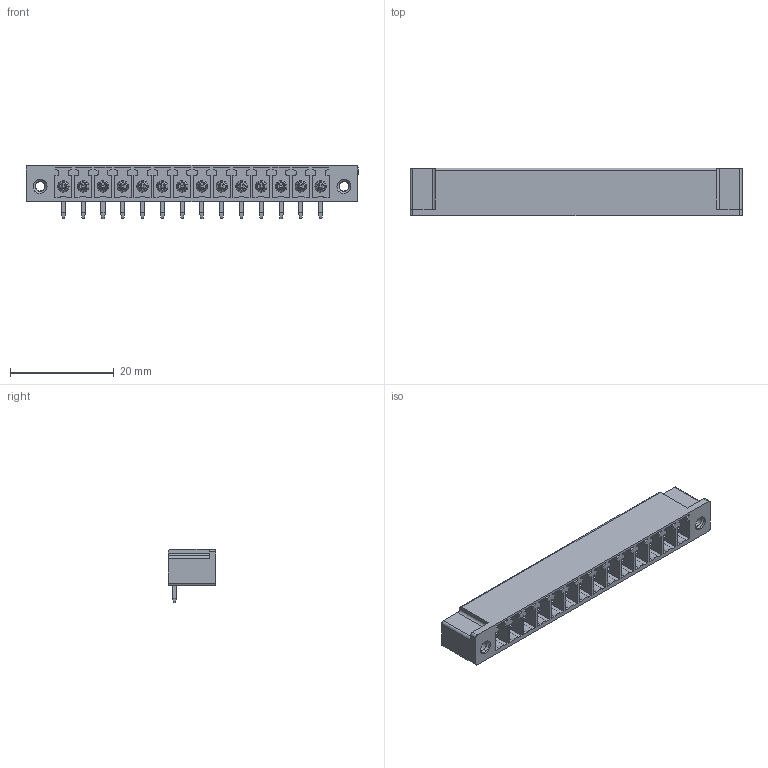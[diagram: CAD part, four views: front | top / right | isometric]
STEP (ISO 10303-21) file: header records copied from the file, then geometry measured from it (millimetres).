
FILE_DESCRIPTION(('CATIA V5 STEP Exchange','CAx-IF Rec.Pracs.--- Model Styling and Organization---1.2---2011-12-15'),'2;1');
FILE_NAME ('D1459807_0', '2018-09-29T04:30:43+00:00', ('none'), ('Weidmueller'), 'CATIA Version 5-6 Release 2014', 'CATIA V5 STEP AP214', 'none');
FILE_SCHEMA(('AUTOMOTIVE_DESIGN { 1 0 10303 214 1 1 1 1 }'));
Length unit declared in the file: millimetre
Products named in the file (1): 1942780000
Bounding box: 63.93 x 9.2 x 10.25 mm (x, y, z)
Volume: 2041.5 mm3; surface area: 5494.6 mm2
Topology: 15 solids, 15 shells, 1121 faces, 3204 edges, 2157 vertices
Faces by surface type: plane 788, cylinder 273, cone 32, torus 28
Entity records: 33837 total; most frequent: CARTESIAN_POINT 6639, ORIENTED_EDGE 6408, DIRECTION 4316, EDGE_CURVE 3204, VECTOR 2490, LINE 2490, VERTEX_POINT 2157, AXIS2_PLACEMENT_3D 1208
